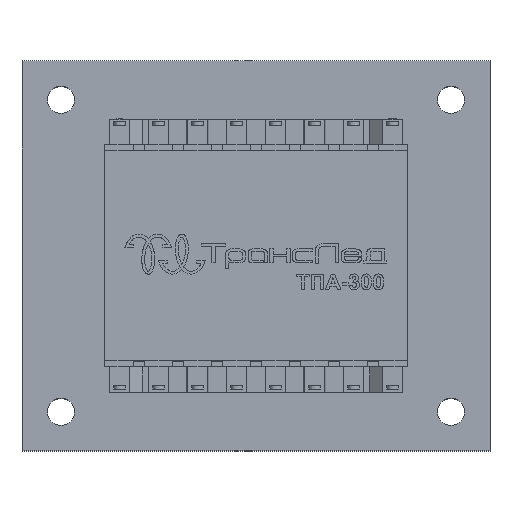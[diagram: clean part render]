
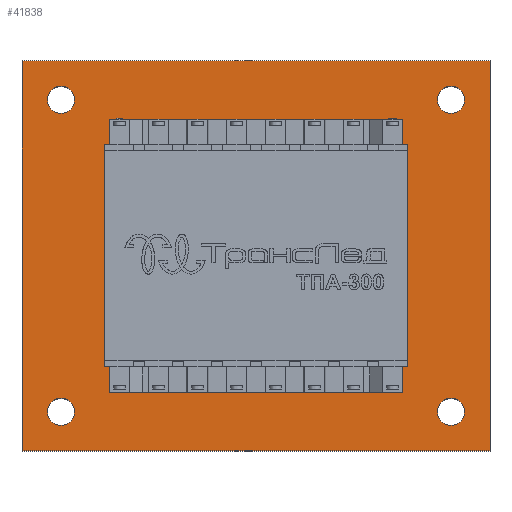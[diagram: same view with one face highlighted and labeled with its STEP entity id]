
A CAD part, top view. The second image highlights one B-rep face of the part: STEP entity #41838.
In plain terms, the highlighted planar face has unit normal (0, 0, 1).
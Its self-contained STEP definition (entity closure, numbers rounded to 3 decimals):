
#1763=FACE_BOUND('',#6606,.T.);
#1764=FACE_BOUND('',#6607,.T.);
#1765=FACE_BOUND('',#6608,.T.);
#1766=FACE_BOUND('',#6609,.T.);
#2346=CIRCLE('',#44668,3.5);
#2348=CIRCLE('',#44671,3.5);
#2350=CIRCLE('',#44674,3.5);
#2352=CIRCLE('',#44677,3.5);
#3789=FACE_OUTER_BOUND('',#6605,.T.);
#6605=EDGE_LOOP('',(#31619,#31620,#31621,#31622));
#6606=EDGE_LOOP('',(#31623));
#6607=EDGE_LOOP('',(#31624));
#6608=EDGE_LOOP('',(#31625));
#6609=EDGE_LOOP('',(#31626));
#9741=LINE('',#60456,#14400);
#9744=LINE('',#60462,#14403);
#9747=LINE('',#60468,#14406);
#9750=LINE('',#60472,#14409);
#14400=VECTOR('',#50289,10.);
#14403=VECTOR('',#50294,10.);
#14406=VECTOR('',#50299,10.);
#14409=VECTOR('',#50304,10.);
#18834=VERTEX_POINT('',#60428);
#18836=VERTEX_POINT('',#60434);
#18838=VERTEX_POINT('',#60440);
#18840=VERTEX_POINT('',#60446);
#18843=VERTEX_POINT('',#60453);
#18844=VERTEX_POINT('',#60455);
#18846=VERTEX_POINT('',#60461);
#18848=VERTEX_POINT('',#60467);
#23499=EDGE_CURVE('',#18834,#18834,#2346,.T.);
#23502=EDGE_CURVE('',#18836,#18836,#2348,.T.);
#23505=EDGE_CURVE('',#18838,#18838,#2350,.T.);
#23508=EDGE_CURVE('',#18840,#18840,#2352,.T.);
#23511=EDGE_CURVE('',#18844,#18843,#9741,.T.);
#23514=EDGE_CURVE('',#18846,#18844,#9744,.T.);
#23517=EDGE_CURVE('',#18848,#18846,#9747,.T.);
#23520=EDGE_CURVE('',#18843,#18848,#9750,.T.);
#31619=ORIENTED_EDGE('',*,*,#23520,.T.);
#31620=ORIENTED_EDGE('',*,*,#23517,.T.);
#31621=ORIENTED_EDGE('',*,*,#23514,.T.);
#31622=ORIENTED_EDGE('',*,*,#23511,.T.);
#31623=ORIENTED_EDGE('',*,*,#23508,.T.);
#31624=ORIENTED_EDGE('',*,*,#23505,.T.);
#31625=ORIENTED_EDGE('',*,*,#23502,.T.);
#31626=ORIENTED_EDGE('',*,*,#23499,.T.);
#40041=PLANE('',#44682);
#41838=ADVANCED_FACE('',(#3789,#1763,#1764,#1765,#1766),#40041,.T.);
#44668=AXIS2_PLACEMENT_3D('',#60430,#50262,#50263);
#44671=AXIS2_PLACEMENT_3D('',#60436,#50269,#50270);
#44674=AXIS2_PLACEMENT_3D('',#60442,#50276,#50277);
#44677=AXIS2_PLACEMENT_3D('',#60448,#50283,#50284);
#44682=AXIS2_PLACEMENT_3D('',#60473,#50305,#50306);
#50262=DIRECTION('center_axis',(0.,0.,-1.));
#50263=DIRECTION('ref_axis',(-1.,0.,0.));
#50269=DIRECTION('center_axis',(0.,0.,-1.));
#50270=DIRECTION('ref_axis',(-1.,0.,0.));
#50276=DIRECTION('center_axis',(0.,0.,-1.));
#50277=DIRECTION('ref_axis',(-1.,0.,0.));
#50283=DIRECTION('center_axis',(0.,0.,-1.));
#50284=DIRECTION('ref_axis',(-1.,0.,0.));
#50289=DIRECTION('',(0.,1.,0.));
#50294=DIRECTION('',(1.,0.,0.));
#50299=DIRECTION('',(0.,-1.,0.));
#50304=DIRECTION('',(-1.,0.,0.));
#50305=DIRECTION('center_axis',(0.,0.,1.));
#50306=DIRECTION('ref_axis',(-1.,0.,0.));
#60428=CARTESIAN_POINT('',(73.5,60.,65.8));
#60430=CARTESIAN_POINT('Origin',(70.,60.,65.8));
#60434=CARTESIAN_POINT('',(173.5,140.,65.8));
#60436=CARTESIAN_POINT('Origin',(170.,140.,65.8));
#60440=CARTESIAN_POINT('',(173.5,60.,65.8));
#60442=CARTESIAN_POINT('Origin',(170.,60.,65.8));
#60446=CARTESIAN_POINT('',(73.5,140.,65.8));
#60448=CARTESIAN_POINT('Origin',(70.,140.,65.8));
#60453=CARTESIAN_POINT('',(180.,150.,65.8));
#60455=CARTESIAN_POINT('',(180.,50.,65.8));
#60456=CARTESIAN_POINT('',(180.,150.,65.8));
#60461=CARTESIAN_POINT('',(60.,50.,65.8));
#60462=CARTESIAN_POINT('',(180.,50.,65.8));
#60467=CARTESIAN_POINT('',(60.,150.,65.8));
#60468=CARTESIAN_POINT('',(60.,50.,65.8));
#60472=CARTESIAN_POINT('',(60.,150.,65.8));
#60473=CARTESIAN_POINT('Origin',(120.,100.,65.8));
